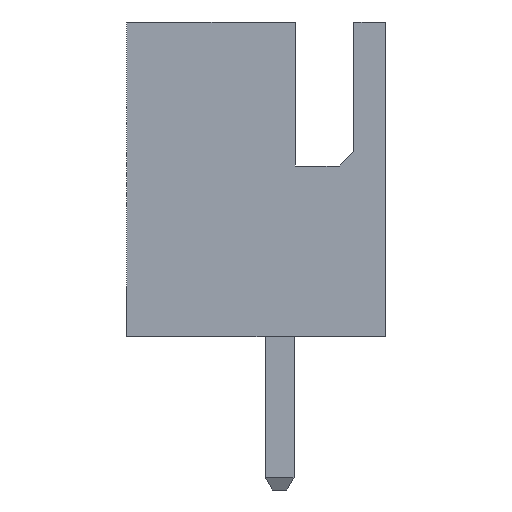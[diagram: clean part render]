
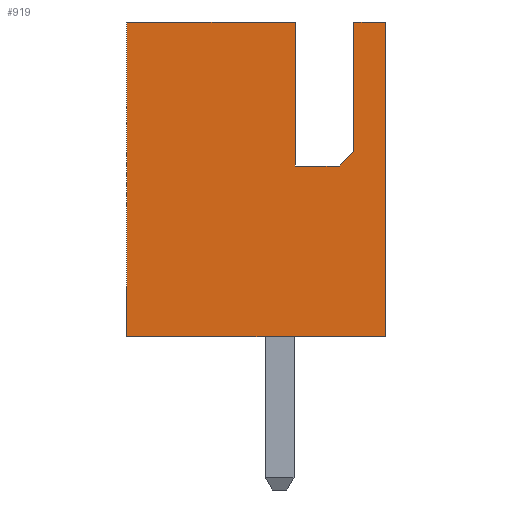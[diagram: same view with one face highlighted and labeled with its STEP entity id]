
A CAD part, left-side view. The second image highlights one B-rep face of the part: STEP entity #919.
In plain terms, the highlighted planar face has unit normal (-1, 0, 0).
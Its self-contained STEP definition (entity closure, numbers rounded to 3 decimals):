
#919=ADVANCED_FACE('',(#1804),#1806,.T.);
#1804=FACE_BOUND('',#1805,.T.);
#1805=EDGE_LOOP('',(#2540,#2541,#2542,#2543,#2544,#2545,#2546,#2547,#2548));
#1806=PLANE('',#1807);
#1807=AXIS2_PLACEMENT_3D('',#1808,#1809,#1810);
#1808=CARTESIAN_POINT('',(-25.05,3.4,0.));
#1809=DIRECTION('',(-1.,0.,0.));
#1810=DIRECTION('',(0.,-1.,0.));
#2540=ORIENTED_EDGE('',*,*,#2998,.T.);
#2541=ORIENTED_EDGE('',*,*,#2999,.T.);
#2542=ORIENTED_EDGE('',*,*,#3000,.F.);
#2543=ORIENTED_EDGE('',*,*,#2930,.F.);
#2544=ORIENTED_EDGE('',*,*,#2949,.T.);
#2545=ORIENTED_EDGE('',*,*,#2989,.T.);
#2546=ORIENTED_EDGE('',*,*,#3001,.F.);
#2547=ORIENTED_EDGE('',*,*,#3002,.T.);
#2548=ORIENTED_EDGE('',*,*,#3003,.T.);
#2930=EDGE_CURVE('',#3348,#3350,#3351,.T.);
#2949=EDGE_CURVE('',#3348,#3376,#3378,.T.);
#2989=EDGE_CURVE('',#3376,#3436,#3438,.T.);
#2998=EDGE_CURVE('',#3447,#3448,#3449,.F.);
#2999=EDGE_CURVE('',#3448,#3450,#3451,.F.);
#3000=EDGE_CURVE('',#3350,#3450,#3452,.T.);
#3001=EDGE_CURVE('',#3453,#3436,#3454,.T.);
#3002=EDGE_CURVE('',#3453,#3455,#3456,.F.);
#3003=EDGE_CURVE('',#3455,#3447,#3457,.F.);
#3348=VERTEX_POINT('',#4113);
#3350=VERTEX_POINT('',#4117);
#3351=LINE('',#4118,#4119);
#3376=VERTEX_POINT('',#4179);
#3378=LINE('',#4183,#4184);
#3436=VERTEX_POINT('',#4319);
#3438=LINE('',#4323,#4324);
#3447=VERTEX_POINT('',#4350);
#3448=VERTEX_POINT('',#4351);
#3449=LINE('',#4352,#4353);
#3450=VERTEX_POINT('',#4355);
#3451=LINE('',#4356,#4357);
#3452=LINE('',#4359,#4360);
#3453=VERTEX_POINT('',#4362);
#3454=LINE('',#4363,#4364);
#3455=VERTEX_POINT('',#4366);
#3456=LINE('',#4367,#4368);
#3457=LINE('',#4370,#4371);
#4113=CARTESIAN_POINT('',(-25.05,3.4,0.));
#4117=CARTESIAN_POINT('',(-25.05,3.4,7.));
#4118=CARTESIAN_POINT('',(-25.05,3.4,0.));
#4119=VECTOR('',#4120,1.);
#4120=DIRECTION('',(0.,0.,1.));
#4179=CARTESIAN_POINT('',(-25.05,-2.35,0.));
#4183=CARTESIAN_POINT('',(-25.05,3.4,0.));
#4184=VECTOR('',#4185,1.);
#4185=DIRECTION('',(0.,-1.,0.));
#4319=CARTESIAN_POINT('',(-25.05,-2.35,7.));
#4323=CARTESIAN_POINT('',(-25.05,-2.35,0.));
#4324=VECTOR('',#4325,1.);
#4325=DIRECTION('',(0.,0.,1.));
#4350=CARTESIAN_POINT('',(-25.05,-1.325,3.8));
#4351=CARTESIAN_POINT('',(-25.05,-0.35,3.8));
#4352=CARTESIAN_POINT('',(-25.05,-0.35,3.8));
#4353=VECTOR('',#4354,1.);
#4354=DIRECTION('',(0.,-1.,0.));
#4355=CARTESIAN_POINT('',(-25.05,-0.35,7.));
#4356=CARTESIAN_POINT('',(-25.05,-0.35,7.));
#4357=VECTOR('',#4358,1.);
#4358=DIRECTION('',(0.,0.,-1.));
#4359=CARTESIAN_POINT('',(-25.05,3.4,7.));
#4360=VECTOR('',#4361,1.);
#4361=DIRECTION('',(0.,-1.,0.));
#4362=CARTESIAN_POINT('',(-25.05,-1.65,7.));
#4363=CARTESIAN_POINT('',(-25.05,-1.65,7.));
#4364=VECTOR('',#4365,1.);
#4365=DIRECTION('',(0.,-1.,0.));
#4366=CARTESIAN_POINT('',(-25.05,-1.65,4.125));
#4367=CARTESIAN_POINT('',(-25.05,-1.65,4.125));
#4368=VECTOR('',#4369,1.);
#4369=DIRECTION('',(0.,0.,1.));
#4370=CARTESIAN_POINT('',(-25.05,-1.325,3.8));
#4371=VECTOR('',#4372,1.);
#4372=DIRECTION('',(0.,-0.707,0.707));
